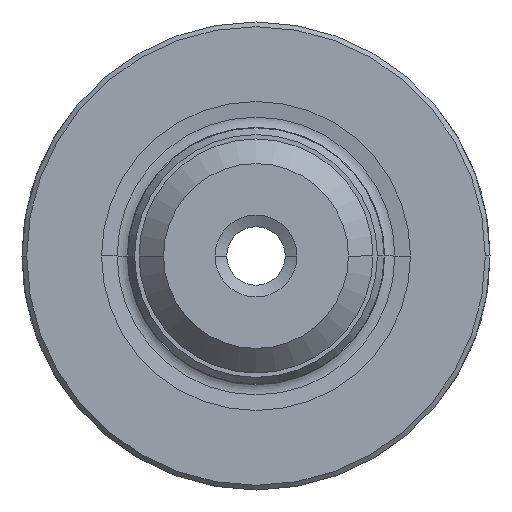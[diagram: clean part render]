
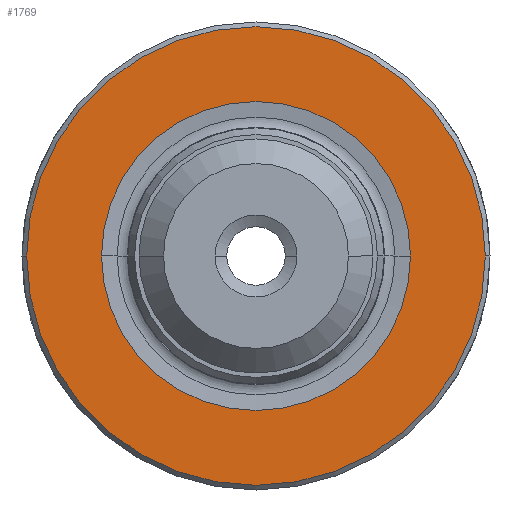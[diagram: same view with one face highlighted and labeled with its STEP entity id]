
A CAD part, left-side view. The second image highlights one B-rep face of the part: STEP entity #1769.
In plain terms, the highlighted planar face has unit normal (-1, 0, 0).
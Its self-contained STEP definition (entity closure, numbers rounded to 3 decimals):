
#34 = EDGE_LOOP ( 'NONE', ( #1715, #307 ) ) ;
#117 = EDGE_LOOP ( 'NONE', ( #1221, #571 ) ) ;
#153 = CIRCLE ( 'NONE', #489, 9.8 ) ;
#223 = DIRECTION ( 'NONE',  ( 1., 0., 0. ) ) ;
#267 = CARTESIAN_POINT ( 'NONE',  ( 0., -6.603, 0. ) ) ;
#270 = DIRECTION ( 'NONE',  ( 0., 1., 0. ) ) ;
#307 = ORIENTED_EDGE ( 'NONE', *, *, #1710, .T. ) ;
#372 = DIRECTION ( 'NONE',  ( 1., 0., 0. ) ) ;
#379 = DIRECTION ( 'NONE',  ( 0., 1., 0. ) ) ;
#489 = AXIS2_PLACEMENT_3D ( 'NONE', #1065, #1642, #1223 ) ;
#540 = CARTESIAN_POINT ( 'NONE',  ( 0., 9.8, 0. ) ) ;
#560 = AXIS2_PLACEMENT_3D ( 'NONE', #1682, #223, #270 ) ;
#571 = ORIENTED_EDGE ( 'NONE', *, *, #1953, .F. ) ;
#670 = FACE_BOUND ( 'NONE', #34, .T. ) ;
#849 = CARTESIAN_POINT ( 'NONE',  ( 0., 6.603, 0. ) ) ;
#929 = EDGE_CURVE ( 'NONE', #1414, #1753, #153, .T. ) ;
#958 = CIRCLE ( 'NONE', #1290, 6.603 ) ;
#977 = VERTEX_POINT ( 'NONE', #1927 ) ;
#1065 = CARTESIAN_POINT ( 'NONE',  ( 0., 0., 0. ) ) ;
#1080 = FACE_OUTER_BOUND ( 'NONE', #117, .T. ) ;
#1144 = AXIS2_PLACEMENT_3D ( 'NONE', #849, #1264, #1416 ) ;
#1221 = ORIENTED_EDGE ( 'NONE', *, *, #929, .F. ) ;
#1223 = DIRECTION ( 'NONE',  ( 0., 1., 0. ) ) ;
#1242 = CARTESIAN_POINT ( 'NONE',  ( 0., -9.8, 0. ) ) ;
#1264 = DIRECTION ( 'NONE',  ( -1., 0., 0. ) ) ;
#1290 = AXIS2_PLACEMENT_3D ( 'NONE', #1604, #1428, #1609 ) ;
#1414 = VERTEX_POINT ( 'NONE', #540 ) ;
#1416 = DIRECTION ( 'NONE',  ( 0., -1., 0. ) ) ;
#1428 = DIRECTION ( 'NONE',  ( 1., 0., 0. ) ) ;
#1496 = AXIS2_PLACEMENT_3D ( 'NONE', #1610, #372, #379 ) ;
#1529 = PLANE ( 'NONE',  #1144 ) ;
#1604 = CARTESIAN_POINT ( 'NONE',  ( 0., 0., 0. ) ) ;
#1609 = DIRECTION ( 'NONE',  ( 0., 1., 0. ) ) ;
#1610 = CARTESIAN_POINT ( 'NONE',  ( 0., 0., 0. ) ) ;
#1625 = VERTEX_POINT ( 'NONE', #267 ) ;
#1642 = DIRECTION ( 'NONE',  ( 1., 0., 0. ) ) ;
#1667 = CIRCLE ( 'NONE', #560, 6.603 ) ;
#1681 = CIRCLE ( 'NONE', #1496, 9.8 ) ;
#1682 = CARTESIAN_POINT ( 'NONE',  ( 0., 0., 0. ) ) ;
#1710 = EDGE_CURVE ( 'NONE', #977, #1625, #1667, .T. ) ;
#1715 = ORIENTED_EDGE ( 'NONE', *, *, #1808, .T. ) ;
#1753 = VERTEX_POINT ( 'NONE', #1242 ) ;
#1769 = ADVANCED_FACE ( 'NONE', ( #670, #1080 ), #1529, .T. ) ;
#1808 = EDGE_CURVE ( 'NONE', #1625, #977, #958, .T. ) ;
#1927 = CARTESIAN_POINT ( 'NONE',  ( 0., 6.603, 0. ) ) ;
#1953 = EDGE_CURVE ( 'NONE', #1753, #1414, #1681, .T. ) ;
